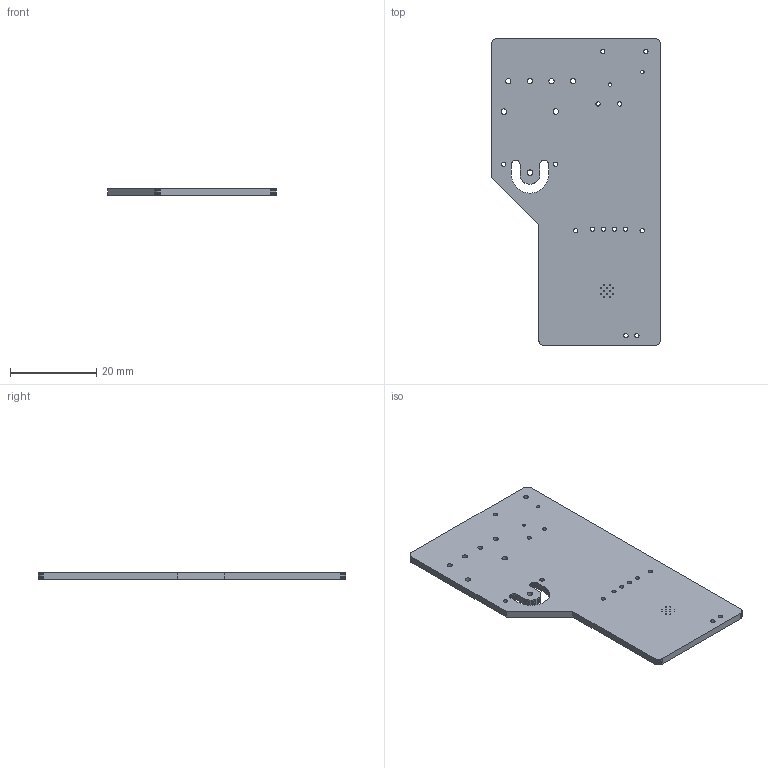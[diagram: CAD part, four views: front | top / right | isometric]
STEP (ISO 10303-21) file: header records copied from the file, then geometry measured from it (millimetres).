
FILE_DESCRIPTION(('KiCad electronic assembly'),'2;1');
FILE_NAME('IoT Lightswitch.step','2023-04-14T16:11:23',('Pcbnew'),( 'Kicad'),'Open CASCADE STEP processor 7.6','KiCad to STEP converter' ,'Unknown');
FILE_SCHEMA(('AUTOMOTIVE_DESIGN { 1 0 10303 214 1 1 1 1 }'));
Length unit declared in the file: millimetre
Products named in the file (2): IoT Lightswitch 1; PCB
Assembly tree (1 placements, depth 2):
  IoT Lightswitch 1
    PCB
Bounding box: 39.12 x 71.12 x 1.58 mm (x, y, z)
Volume: 3730.8 mm3; surface area: 5247.1 mm2
Topology: 1 solids, 1 shells, 172 faces, 510 edges, 340 vertices
Faces by surface type: plane 137, cylinder 35
Full cylindrical faces by diameter (mm): 0.2 x12, 0.8 x2, 1 x14, 1.2 x4, 1.3 x3
Entity records: 12735 total; most frequent: CARTESIAN_POINT 2464, DIRECTION 1878, LINE 1390, VECTOR 1390, ORIENTED_EDGE 1020, PCURVE 1020, DEFINITIONAL_REPRESENTATION 1020, EDGE_CURVE 510
